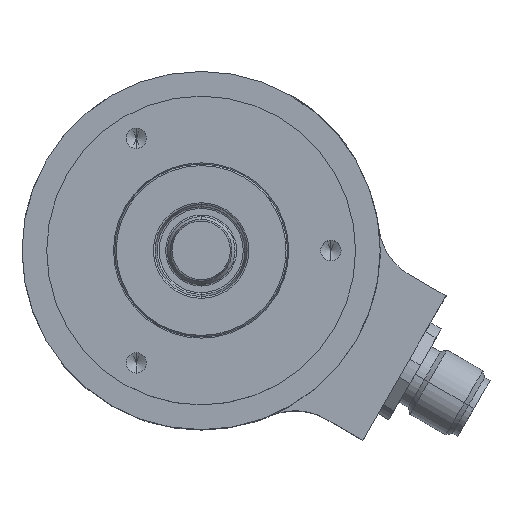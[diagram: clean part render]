
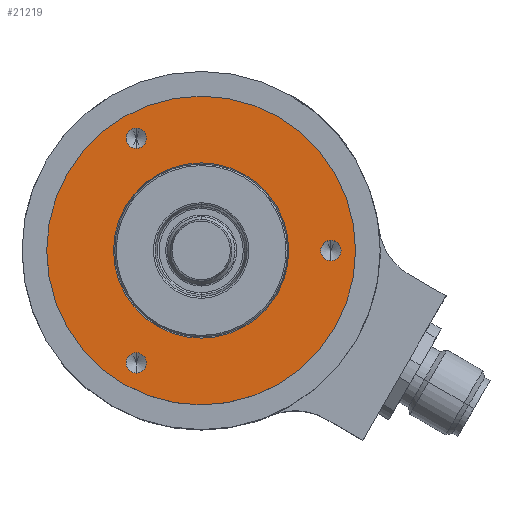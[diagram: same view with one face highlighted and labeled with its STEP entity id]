
A CAD part, top view. The second image highlights one B-rep face of the part: STEP entity #21219.
In plain terms, the highlighted planar face has unit normal (0, 0, 1).
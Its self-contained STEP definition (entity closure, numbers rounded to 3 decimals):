
#6844=CARTESIAN_POINT('',(0.,0.,27.));
#6845=DIRECTION('',(0.,0.,-1.));
#6846=DIRECTION('',(0.,1.,0.));
#6847=AXIS2_PLACEMENT_3D('',#6844,#6845,#6846);
#6849=CARTESIAN_POINT('',(0.,0.,27.));
#6850=DIRECTION('',(0.,0.,-1.));
#6851=DIRECTION('',(0.,-1.,0.));
#6852=AXIS2_PLACEMENT_3D('',#6849,#6850,#6851);
#6854=CARTESIAN_POINT('',(21.,0.,27.));
#6855=DIRECTION('',(0.,0.,1.));
#6856=DIRECTION('',(0.,-1.,0.));
#6857=AXIS2_PLACEMENT_3D('',#6854,#6855,#6856);
#6859=CARTESIAN_POINT('',(21.,0.,27.));
#6860=DIRECTION('',(0.,0.,1.));
#6861=DIRECTION('',(0.,1.,0.));
#6862=AXIS2_PLACEMENT_3D('',#6859,#6860,#6861);
#6864=CARTESIAN_POINT('',(-10.5,-18.187,27.));
#6865=DIRECTION('',(0.,0.,1.));
#6866=DIRECTION('',(0.,-1.,0.));
#6867=AXIS2_PLACEMENT_3D('',#6864,#6865,#6866);
#6869=CARTESIAN_POINT('',(-10.5,-18.187,27.));
#6870=DIRECTION('',(0.,0.,1.));
#6871=DIRECTION('',(0.,1.,0.));
#6872=AXIS2_PLACEMENT_3D('',#6869,#6870,#6871);
#6874=CARTESIAN_POINT('',(-10.5,18.187,27.));
#6875=DIRECTION('',(0.,0.,1.));
#6876=DIRECTION('',(0.,-1.,0.));
#6877=AXIS2_PLACEMENT_3D('',#6874,#6875,#6876);
#6879=CARTESIAN_POINT('',(-10.5,18.187,27.));
#6880=DIRECTION('',(0.,0.,1.));
#6881=DIRECTION('',(0.,1.,0.));
#6882=AXIS2_PLACEMENT_3D('',#6879,#6880,#6881);
#6889=CARTESIAN_POINT('',(0.,0.,27.));
#6890=DIRECTION('',(0.,0.,-1.));
#6891=DIRECTION('',(-1.,0.,0.));
#6892=AXIS2_PLACEMENT_3D('',#6889,#6890,#6891);
#6907=CARTESIAN_POINT('',(0.,0.,27.));
#6908=DIRECTION('',(0.,0.,-1.));
#6909=DIRECTION('',(1.,0.,0.));
#6910=AXIS2_PLACEMENT_3D('',#6907,#6908,#6909);
#14100=CARTESIAN_POINT('',(0.,25.,27.));
#14101=CARTESIAN_POINT('',(0.,-25.,27.));
#14102=VERTEX_POINT('',#14100);
#14103=VERTEX_POINT('',#14101);
#14128=CARTESIAN_POINT('',(14.188,0.,27.));
#14129=CARTESIAN_POINT('',(-14.188,0.,27.));
#14130=VERTEX_POINT('',#14128);
#14131=VERTEX_POINT('',#14129);
#14142=CARTESIAN_POINT('',(21.,-1.65,27.));
#14143=CARTESIAN_POINT('',(21.,1.65,27.));
#14144=VERTEX_POINT('',#14142);
#14145=VERTEX_POINT('',#14143);
#14152=CARTESIAN_POINT('',(-10.5,-19.837,27.));
#14153=CARTESIAN_POINT('',(-10.5,-16.537,27.));
#14154=VERTEX_POINT('',#14152);
#14155=VERTEX_POINT('',#14153);
#14162=CARTESIAN_POINT('',(-10.5,16.537,27.));
#14163=CARTESIAN_POINT('',(-10.5,19.837,27.));
#14164=VERTEX_POINT('',#14162);
#14165=VERTEX_POINT('',#14163);
#21185=CARTESIAN_POINT('',(0.,0.,27.));
#21186=DIRECTION('',(0.,0.,1.));
#21187=DIRECTION('',(1.,0.,0.));
#21188=AXIS2_PLACEMENT_3D('',#21185,#21186,#21187);
#21189=PLANE('',#21188);
#21191=ORIENTED_EDGE('',*,*,#21190,.T.);
#21192=ORIENTED_EDGE('',*,*,#21175,.T.);
#21193=EDGE_LOOP('',(#21191,#21192));
#21194=FACE_OUTER_BOUND('',#21193,.F.);
#21196=ORIENTED_EDGE('',*,*,#21195,.F.);
#21198=ORIENTED_EDGE('',*,*,#21197,.F.);
#21199=EDGE_LOOP('',(#21196,#21198));
#21200=FACE_BOUND('',#21199,.F.);
#21202=ORIENTED_EDGE('',*,*,#21201,.T.);
#21204=ORIENTED_EDGE('',*,*,#21203,.T.);
#21205=EDGE_LOOP('',(#21202,#21204));
#21206=FACE_BOUND('',#21205,.F.);
#21208=ORIENTED_EDGE('',*,*,#21207,.T.);
#21210=ORIENTED_EDGE('',*,*,#21209,.T.);
#21211=EDGE_LOOP('',(#21208,#21210));
#21212=FACE_BOUND('',#21211,.F.);
#21214=ORIENTED_EDGE('',*,*,#21213,.T.);
#21216=ORIENTED_EDGE('',*,*,#21215,.T.);
#21217=EDGE_LOOP('',(#21214,#21216));
#21218=FACE_BOUND('',#21217,.F.);
#6848=CIRCLE('',#6847,25.);
#6853=CIRCLE('',#6852,25.);
#6858=CIRCLE('',#6857,1.65);
#6863=CIRCLE('',#6862,1.65);
#6868=CIRCLE('',#6867,1.65);
#6873=CIRCLE('',#6872,1.65);
#6878=CIRCLE('',#6877,1.65);
#6883=CIRCLE('',#6882,1.65);
#6893=CIRCLE('',#6892,14.188);
#6911=CIRCLE('',#6910,14.188);
#21175=EDGE_CURVE('',#14103,#14102,#6853,.T.);
#21190=EDGE_CURVE('',#14102,#14103,#6848,.T.);
#21195=EDGE_CURVE('',#14131,#14130,#6893,.T.);
#21197=EDGE_CURVE('',#14130,#14131,#6911,.T.);
#21201=EDGE_CURVE('',#14144,#14145,#6858,.T.);
#21203=EDGE_CURVE('',#14145,#14144,#6863,.T.);
#21207=EDGE_CURVE('',#14154,#14155,#6868,.T.);
#21209=EDGE_CURVE('',#14155,#14154,#6873,.T.);
#21213=EDGE_CURVE('',#14164,#14165,#6878,.T.);
#21215=EDGE_CURVE('',#14165,#14164,#6883,.T.);
#21219=ADVANCED_FACE('',(#21194,#21200,#21206,#21212,#21218),#21189,.T.);
